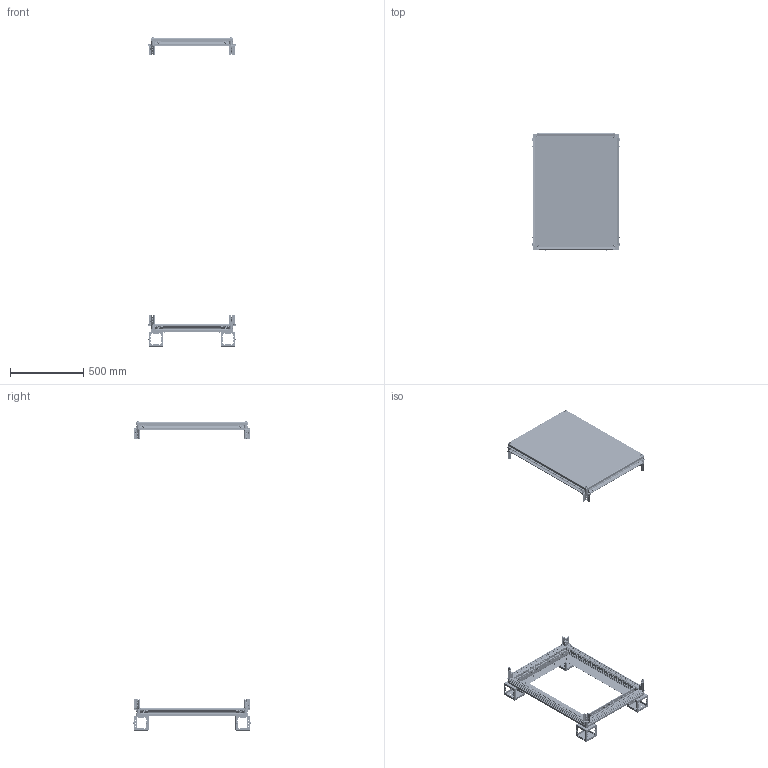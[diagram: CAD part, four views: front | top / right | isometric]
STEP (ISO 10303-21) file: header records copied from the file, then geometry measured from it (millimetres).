
FILE_DESCRIPTION(('CATIA V5 STEP Exchange'),'2;1');
FILE_NAME('EK8060KN.stp','2013-12-09T07:31:29+00:00',('none'),('none'),'CATIA Version 5 Release 20 SP 6 (IN-10)','CATIA V5 STEP AP203','none');
FILE_SCHEMA(('CONFIG_CONTROL_DESIGN'));
Products named in the file (7): Assieme_struttura_2000x0800x0600_IS2_estetico; Assieme_base_struttura_0800x0600_IS2_estetico; 852553_901_00_GIUNTO_TREVIE_IS2_ESTETICO_______________3PD; Assieme_fondo_0800x0600_IS2_estetico; Assieme_tetto_0800x0600_IS2_estetico; Assieme_binario_piastra_0600_IS2; 852592_918_00_ZOCCOLO_IS2_L=0800_P=0600_H=100_ESTETICO_3PD
Assembly tree (66 placements, depth 4):
  Assieme_struttura_2000x0800x0600_IS2_estetico
    Assieme_base_struttura_0800x0600_IS2_estetico  x2
      #66
      #33160
      852553_901_00_GIUNTO_TREVIE_IS2_ESTETICO_______________3PD
        #57846
        #60280
        #64055
      #66374
      #68424
    Assieme_fondo_0800x0600_IS2_estetico
      #69258
      #72779  x8
    Assieme_tetto_0800x0600_IS2_estetico
      #73128
      #76435  x4
    Assieme_binario_piastra_0600_IS2  x2
      #77162
      #82857
    852592_918_00_ZOCCOLO_IS2_L=0800_P=0600_H=100_ESTETICO_3PD
      #83812  x4
      #89180  x8
Bounding box: 604.17 x 804.17 x 2111.5 mm (x, y, z)
Volume: 4484041.6 mm3; surface area: 4545386.5 mm2
Topology: 113 solids, 113 shells, 13643 faces, 36774 edges, 23108 vertices
Faces by surface type: plane 6661, cylinder 4726, torus 1536, cone 448, sphere 148, revolution 108, bspline 16
Entity records: 90014 total; most frequent: CARTESIAN_POINT 17899, ORIENTED_EDGE 16508, DIRECTION 11656, EDGE_CURVE 8254, VERTEX_POINT 5190, AXIS2_PLACEMENT_3D 4989, VECTOR 4842, LINE 4842
